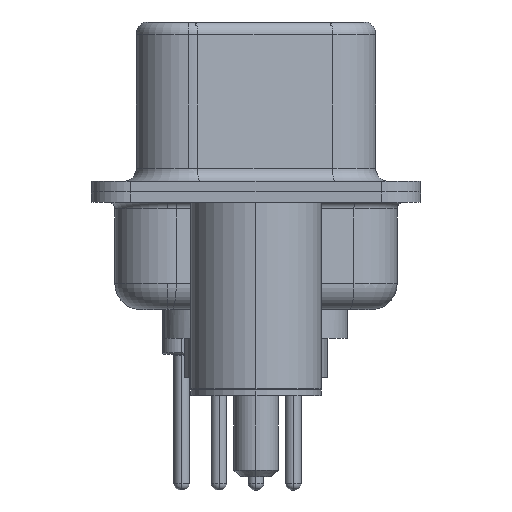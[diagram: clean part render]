
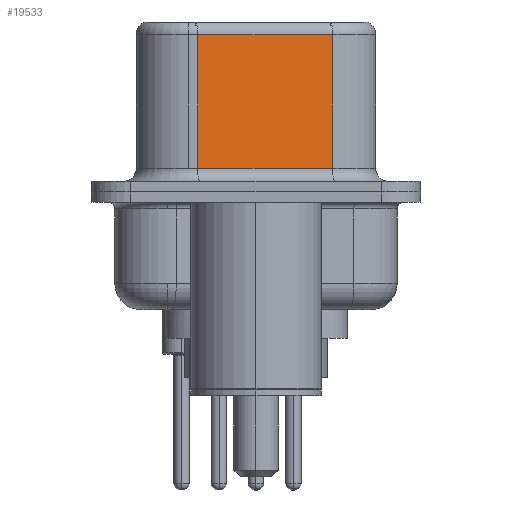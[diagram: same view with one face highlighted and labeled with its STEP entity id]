
A CAD part, left-side view. The second image highlights one B-rep face of the part: STEP entity #19533.
In plain terms, the highlighted planar face has unit normal (-0.985, -0.174, 0).
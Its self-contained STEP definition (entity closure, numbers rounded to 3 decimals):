
#1173 = CARTESIAN_POINT ( 'NONE',  ( 3.67, 2.233, 6.02 ) ) ;
#1354 = VECTOR ( 'NONE', #2484, 1000. ) ;
#1376 = VECTOR ( 'NONE', #5343, 1000. ) ;
#1863 = LINE ( 'NONE', #15323, #1354 ) ;
#2243 = DIRECTION ( 'NONE',  ( -0.174, 0.985, 0. ) ) ;
#2484 = DIRECTION ( 'NONE',  ( 0., 0., -1. ) ) ;
#3599 = CARTESIAN_POINT ( 'NONE',  ( 4.58, -2.927, 6.52 ) ) ;
#3819 = VERTEX_POINT ( 'NONE', #1173 ) ;
#4720 = DIRECTION ( 'NONE',  ( 0.985, 0.174, 0. ) ) ;
#5343 = DIRECTION ( 'NONE',  ( 0., 0., -1. ) ) ;
#5640 = LINE ( 'NONE', #3599, #1376 ) ;
#6475 = CARTESIAN_POINT ( 'NONE',  ( 4.58, -2.927, 0.9 ) ) ;
#7191 = EDGE_CURVE ( 'NONE', #13161, #10039, #5640, .T. ) ;
#7227 = EDGE_CURVE ( 'NONE', #13161, #3819, #9299, .T. ) ;
#7394 = EDGE_CURVE ( 'NONE', #19305, #10039, #11059, .T. ) ;
#7758 = PLANE ( 'NONE',  #19347 ) ;
#8221 = CARTESIAN_POINT ( 'NONE',  ( 4.58, -2.927, 0.9 ) ) ;
#8258 = ORIENTED_EDGE ( 'NONE', *, *, #7191, .F. ) ;
#8945 = EDGE_LOOP ( 'NONE', ( #8258, #10338, #17738, #14830 ) ) ;
#9299 = LINE ( 'NONE', #11627, #13071 ) ;
#10039 = VERTEX_POINT ( 'NONE', #8221 ) ;
#10338 = ORIENTED_EDGE ( 'NONE', *, *, #7227, .T. ) ;
#11059 = LINE ( 'NONE', #6475, #20290 ) ;
#11250 = DIRECTION ( 'NONE',  ( 0.174, -0.985, 0. ) ) ;
#11627 = CARTESIAN_POINT ( 'NONE',  ( 4.58, -2.927, 6.02 ) ) ;
#12482 = FACE_OUTER_BOUND ( 'NONE', #8945, .T. ) ;
#13071 = VECTOR ( 'NONE', #2243, 1000. ) ;
#13161 = VERTEX_POINT ( 'NONE', #16770 ) ;
#14830 = ORIENTED_EDGE ( 'NONE', *, *, #7394, .T. ) ;
#15214 = CARTESIAN_POINT ( 'NONE',  ( 3.67, 2.233, 0.9 ) ) ;
#15323 = CARTESIAN_POINT ( 'NONE',  ( 3.67, 2.233, 6.52 ) ) ;
#15896 = DIRECTION ( 'NONE',  ( -0.174, 0.985, 0. ) ) ;
#16770 = CARTESIAN_POINT ( 'NONE',  ( 4.58, -2.927, 6.02 ) ) ;
#17738 = ORIENTED_EDGE ( 'NONE', *, *, #18027, .T. ) ;
#18027 = EDGE_CURVE ( 'NONE', #3819, #19305, #1863, .T. ) ;
#19305 = VERTEX_POINT ( 'NONE', #15214 ) ;
#19347 = AXIS2_PLACEMENT_3D ( 'NONE', #20801, #4720, #15896 ) ;
#19533 = ADVANCED_FACE ( 'NONE', ( #12482 ), #7758, .F. ) ;
#20290 = VECTOR ( 'NONE', #11250, 1000. ) ;
#20801 = CARTESIAN_POINT ( 'NONE',  ( 4.58, -2.927, 6.52 ) ) ;
